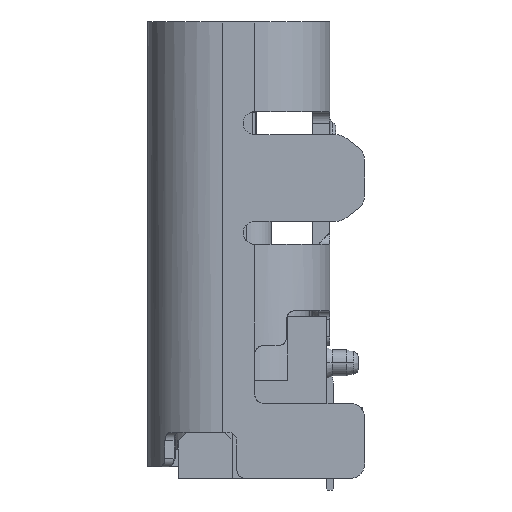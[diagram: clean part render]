
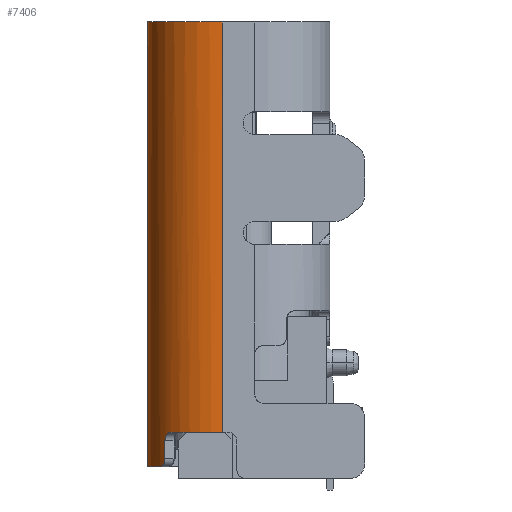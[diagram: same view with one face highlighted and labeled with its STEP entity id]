
A CAD part, left-side view. The second image highlights one B-rep face of the part: STEP entity #7406.
In plain terms, the highlighted cylindrical face has radius 1.3 mm (diameter 2.6 mm), a partial arc.
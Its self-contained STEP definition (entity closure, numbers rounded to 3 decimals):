
#7406=ADVANCED_FACE('NONE',(#14109),#14110,.T.);
#14109=FACE_OUTER_BOUND('',#17710,.T.);
#14110=CYLINDRICAL_SURFACE('',#17711,1.3);
#17710=EDGE_LOOP('',(#23242,#23243,#23244,#23245,#23246,#23247,#23248,#23249));
#17711=AXIS2_PLACEMENT_3D('',#23250,#23251,#23252);
#23242=ORIENTED_EDGE('',*,*,#32832,.T.);
#23243=ORIENTED_EDGE('',*,*,#32833,.T.);
#23244=ORIENTED_EDGE('',*,*,#32834,.T.);
#23245=ORIENTED_EDGE('',*,*,#32835,.T.);
#23246=ORIENTED_EDGE('',*,*,#32836,.T.);
#23247=ORIENTED_EDGE('',*,*,#32837,.T.);
#23248=ORIENTED_EDGE('',*,*,#32830,.F.);
#23249=ORIENTED_EDGE('',*,*,#32670,.F.);
#23250=CARTESIAN_POINT('',(-3.17,1.96,0.0));
#23251=DIRECTION('',(0.0,0.0,-1.0));
#23252=DIRECTION('',(1.0,0.0,0.0));
#32670=EDGE_CURVE('NONE',#36009,#36011,#36012,.T.);
#32830=EDGE_CURVE('NONE',#36011,#36308,#36309,.T.);
#32832=EDGE_CURVE('NONE',#36009,#36311,#36312,.T.);
#32833=EDGE_CURVE('NONE',#36311,#36313,#36314,.T.);
#32834=EDGE_CURVE('NONE',#36313,#36315,#36316,.T.);
#32835=EDGE_CURVE('NONE',#36315,#36317,#36318,.T.);
#32836=EDGE_CURVE('NONE',#36317,#36319,#36320,.T.);
#32837=EDGE_CURVE('NONE',#36319,#36308,#36321,.T.);
#36009=VERTEX_POINT('NONE',#38215);
#36011=VERTEX_POINT('NONE',#38218);
#36012=LINE('',#38219,#38220);
#36308=VERTEX_POINT('NONE',#38772);
#36309=CIRCLE('',#38773,1.3);
#36311=VERTEX_POINT('NONE',#38776);
#36312=CIRCLE('',#38777,1.3);
#36313=VERTEX_POINT('NONE',#38778);
#36314=B_SPLINE_CURVE_WITH_KNOTS('',3,(#38779,#38780,#38781,#38782,#38783,#38784,#38785,#38786,#38787,#38788,#38789,#38790,#38791,#38792,#38793,#38794),.UNSPECIFIED.,.F.,.F.,(4,3,3,3,3,4),(0.,0.,0.,0.,0.,0.),.UNSPECIFIED.);
#36315=VERTEX_POINT('NONE',#38795);
#36316=LINE('',#38796,#38797);
#36317=VERTEX_POINT('NONE',#38798);
#36318=B_SPLINE_CURVE_WITH_KNOTS('',3,(#38799,#38800,#38801,#38802,#38803,#38804,#38805,#38806,#38807,#38808,#38809,#38810,#38811,#38812,#38813,#38814),.UNSPECIFIED.,.F.,.F.,(4,3,3,3,3,4),(0.,0.,0.,0.,0.,0.),.UNSPECIFIED.);
#36319=VERTEX_POINT('NONE',#38815);
#36320=CIRCLE('',#38816,1.3);
#36321=LINE('',#38817,#38818);
#38215=CARTESIAN_POINT('',(-3.17,3.26,-7.7));
#38218=CARTESIAN_POINT('',(-3.17,3.26,0.0));
#38219=CARTESIAN_POINT('',(-3.17,3.26,0.0));
#38220=VECTOR('',#41725,1000.0);
#38772=CARTESIAN_POINT('',(-4.47,1.96,0.0));
#38773=AXIS2_PLACEMENT_3D('',#41989,#41990,#41991);
#38776=CARTESIAN_POINT('',(-3.885,3.046,-7.7));
#38777=AXIS2_PLACEMENT_3D('',#41993,#41994,#41995);
#38778=CARTESIAN_POINT('',(-4.006,2.956,-7.55));
#38779=CARTESIAN_POINT('',(-3.885,3.046,-7.7));
#38780=CARTESIAN_POINT('',(-3.899,3.036,-7.7));
#38781=CARTESIAN_POINT('',(-3.913,3.027,-7.697));
#38782=CARTESIAN_POINT('',(-3.926,3.018,-7.692));
#38783=CARTESIAN_POINT('',(-3.939,3.008,-7.686));
#38784=CARTESIAN_POINT('',(-3.951,2.999,-7.678));
#38785=CARTESIAN_POINT('',(-3.961,2.991,-7.667));
#38786=CARTESIAN_POINT('',(-3.972,2.983,-7.657));
#38787=CARTESIAN_POINT('',(-3.981,2.976,-7.644));
#38788=CARTESIAN_POINT('',(-3.988,2.971,-7.63));
#38789=CARTESIAN_POINT('',(-3.995,2.965,-7.616));
#38790=CARTESIAN_POINT('',(-4.,2.961,-7.6));
#38791=CARTESIAN_POINT('',(-4.003,2.958,-7.584));
#38792=CARTESIAN_POINT('',(-4.005,2.957,-7.573));
#38793=CARTESIAN_POINT('',(-4.006,2.956,-7.561));
#38794=CARTESIAN_POINT('',(-4.006,2.956,-7.55));
#38795=CARTESIAN_POINT('',(-4.006,2.956,-7.25));
#38796=CARTESIAN_POINT('',(-4.006,2.956,0.0));
#38797=VECTOR('',#41996,1000.0);
#38798=CARTESIAN_POINT('',(-4.115,2.853,-7.1));
#38799=CARTESIAN_POINT('',(-4.006,2.956,-7.25));
#38800=CARTESIAN_POINT('',(-4.006,2.956,-7.233));
#38801=CARTESIAN_POINT('',(-4.008,2.954,-7.216));
#38802=CARTESIAN_POINT('',(-4.012,2.95,-7.2));
#38803=CARTESIAN_POINT('',(-4.016,2.947,-7.185));
#38804=CARTESIAN_POINT('',(-4.023,2.941,-7.169));
#38805=CARTESIAN_POINT('',(-4.031,2.934,-7.156));
#38806=CARTESIAN_POINT('',(-4.038,2.927,-7.143));
#38807=CARTESIAN_POINT('',(-4.048,2.919,-7.132));
#38808=CARTESIAN_POINT('',(-4.058,2.909,-7.123));
#38809=CARTESIAN_POINT('',(-4.069,2.899,-7.114));
#38810=CARTESIAN_POINT('',(-4.08,2.888,-7.107));
#38811=CARTESIAN_POINT('',(-4.092,2.877,-7.104));
#38812=CARTESIAN_POINT('',(-4.099,2.869,-7.101));
#38813=CARTESIAN_POINT('',(-4.107,2.861,-7.1));
#38814=CARTESIAN_POINT('',(-4.115,2.853,-7.1));
#38815=CARTESIAN_POINT('',(-4.47,1.96,-7.1));
#38816=AXIS2_PLACEMENT_3D('',#41997,#41998,#41999);
#38817=CARTESIAN_POINT('',(-4.47,1.96,0.0));
#38818=VECTOR('',#42000,1000.0);
#41725=DIRECTION('',(0.0,0.0,1.0));
#41989=CARTESIAN_POINT('',(-3.17,1.96,0.0));
#41990=DIRECTION('',(0.0,0.0,1.0));
#41991=DIRECTION('',(1.0,0.0,0.0));
#41993=CARTESIAN_POINT('',(-3.17,1.96,-7.7));
#41994=DIRECTION('',(0.0,0.0,1.0));
#41995=DIRECTION('',(1.0,0.0,0.0));
#41996=DIRECTION('',(0.0,0.0,1.0));
#41997=CARTESIAN_POINT('',(-3.17,1.96,-7.1));
#41998=DIRECTION('',(0.0,0.0,1.0));
#41999=DIRECTION('',(1.0,0.0,0.0));
#42000=DIRECTION('',(0.0,0.0,1.0));
